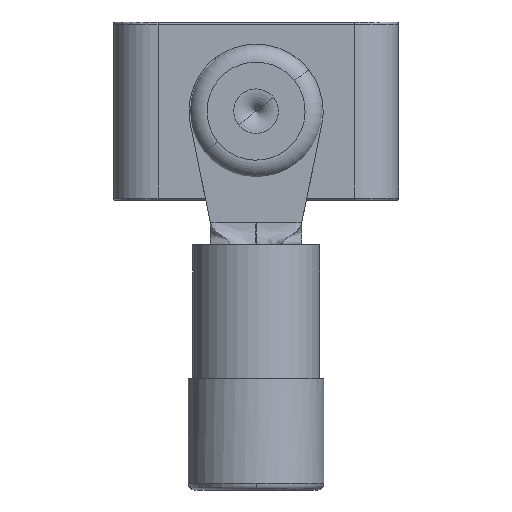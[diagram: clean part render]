
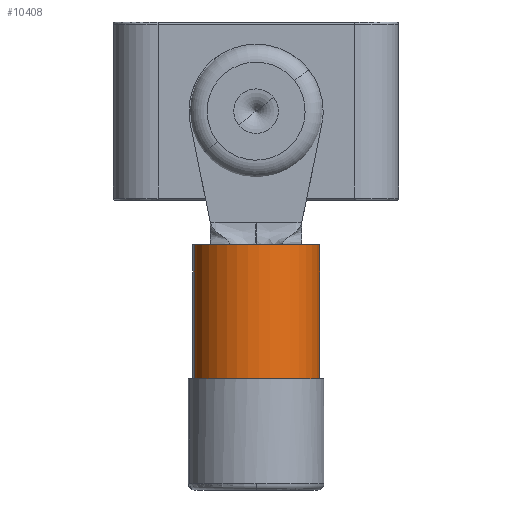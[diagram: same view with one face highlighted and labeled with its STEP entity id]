
A CAD part, front view. The second image highlights one B-rep face of the part: STEP entity #10408.
In plain terms, the highlighted cylindrical face has radius 2.85 mm (diameter 5.7 mm), a partial arc.
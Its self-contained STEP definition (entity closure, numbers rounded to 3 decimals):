
#144 = CARTESIAN_POINT ( 'NONE',  ( -4.261, -9.655, 14.127 ) ) ;
#239 = VERTEX_POINT ( 'NONE', #8668 ) ;
#683 = ORIENTED_EDGE ( 'NONE', *, *, #2971, .T. ) ;
#1052 = FACE_OUTER_BOUND ( 'NONE', #6496, .T. ) ;
#1641 = CARTESIAN_POINT ( 'NONE',  ( -1.478, -3.655, 13.513 ) ) ;
#1731 = CIRCLE ( 'NONE', #5510, 2.85 ) ;
#2971 = EDGE_CURVE ( 'NONE', #12042, #10685, #1731, .T. ) ;
#3212 = DIRECTION ( 'NONE',  ( -0.977, 0., 0.215 ) ) ;
#4317 = LINE ( 'NONE', #9454, #8772 ) ;
#4404 = DIRECTION ( 'NONE',  ( -0.977, 0., 0.215 ) ) ;
#4964 = CARTESIAN_POINT ( 'NONE',  ( -7.044, -3.655, 14.741 ) ) ;
#5258 = EDGE_CURVE ( 'NONE', #12042, #239, #6016, .T. ) ;
#5428 = ORIENTED_EDGE ( 'NONE', *, *, #5258, .F. ) ;
#5452 = AXIS2_PLACEMENT_3D ( 'NONE', #8472, #10616, #10684 ) ;
#5510 = AXIS2_PLACEMENT_3D ( 'NONE', #144, #12709, #3212 ) ;
#6016 = LINE ( 'NONE', #4964, #6629 ) ;
#6496 = EDGE_LOOP ( 'NONE', ( #683, #6785, #10302, #5428 ) ) ;
#6629 = VECTOR ( 'NONE', #9183, 1000. ) ;
#6698 = CARTESIAN_POINT ( 'NONE',  ( -4.261, -3.655, 14.127 ) ) ;
#6785 = ORIENTED_EDGE ( 'NONE', *, *, #12270, .T. ) ;
#8088 = CIRCLE ( 'NONE', #13647, 2.85 ) ;
#8472 = CARTESIAN_POINT ( 'NONE',  ( -4.261, -3.655, 14.127 ) ) ;
#8668 = CARTESIAN_POINT ( 'NONE',  ( -7.044, -3.655, 14.741 ) ) ;
#8772 = VECTOR ( 'NONE', #9581, 1000. ) ;
#9183 = DIRECTION ( 'NONE',  ( 0., 1., 0. ) ) ;
#9454 = CARTESIAN_POINT ( 'NONE',  ( -1.478, -3.655, 13.513 ) ) ;
#9581 = DIRECTION ( 'NONE',  ( 0., 1., 0. ) ) ;
#10302 = ORIENTED_EDGE ( 'NONE', *, *, #12131, .T. ) ;
#10408 = ADVANCED_FACE ( 'NONE', ( #1052 ), #10469, .T. ) ;
#10469 = CYLINDRICAL_SURFACE ( 'NONE', #5452, 2.85 ) ;
#10616 = DIRECTION ( 'NONE',  ( 0., 1., 0. ) ) ;
#10684 = DIRECTION ( 'NONE',  ( -0.977, 0., 0.215 ) ) ;
#10685 = VERTEX_POINT ( 'NONE', #11717 ) ;
#10910 = VERTEX_POINT ( 'NONE', #1641 ) ;
#11717 = CARTESIAN_POINT ( 'NONE',  ( -1.478, -9.655, 13.513 ) ) ;
#12042 = VERTEX_POINT ( 'NONE', #12593 ) ;
#12131 = EDGE_CURVE ( 'NONE', #10910, #239, #8088, .T. ) ;
#12270 = EDGE_CURVE ( 'NONE', #10685, #10910, #4317, .T. ) ;
#12593 = CARTESIAN_POINT ( 'NONE',  ( -7.044, -9.655, 14.741 ) ) ;
#12709 = DIRECTION ( 'NONE',  ( 0., 1., 0. ) ) ;
#13069 = DIRECTION ( 'NONE',  ( 0., -1., 0. ) ) ;
#13647 = AXIS2_PLACEMENT_3D ( 'NONE', #6698, #13069, #4404 ) ;
